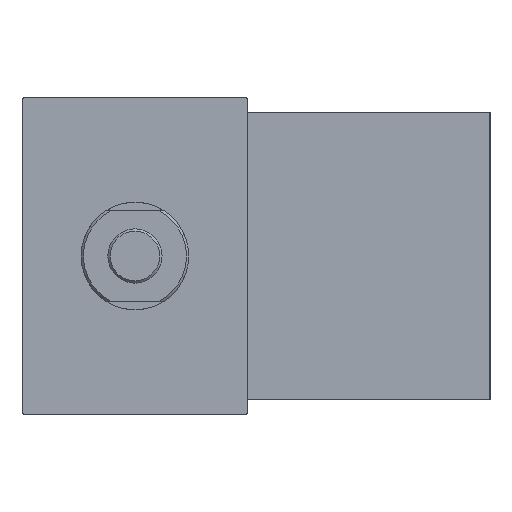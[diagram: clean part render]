
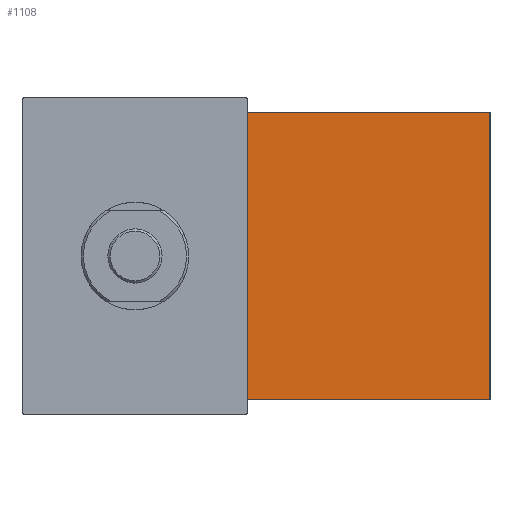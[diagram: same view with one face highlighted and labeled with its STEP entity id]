
A CAD part, left-side view. The second image highlights one B-rep face of the part: STEP entity #1108.
In plain terms, the highlighted planar face has unit normal (-1, 0, 0).
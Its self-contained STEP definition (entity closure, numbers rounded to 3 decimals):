
#32=LINE('',#1556,#80);
#42=LINE('',#1589,#90);
#46=LINE('',#1597,#94);
#47=LINE('',#1599,#95);
#80=VECTOR('',#1325,1000.);
#90=VECTOR('',#1351,1000.);
#94=VECTOR('',#1359,1000.);
#95=VECTOR('',#1362,1000.);
#229=ORIENTED_EDGE('',*,*,#383,.F.);
#230=ORIENTED_EDGE('',*,*,#378,.F.);
#231=ORIENTED_EDGE('',*,*,#363,.F.);
#232=ORIENTED_EDGE('',*,*,#382,.T.);
#363=EDGE_CURVE('',#450,#451,#32,.T.);
#378=EDGE_CURVE('',#451,#464,#42,.T.);
#382=EDGE_CURVE('',#450,#466,#46,.T.);
#383=EDGE_CURVE('',#464,#466,#47,.T.);
#450=VERTEX_POINT('',#1557);
#451=VERTEX_POINT('',#1558);
#464=VERTEX_POINT('',#1587);
#466=VERTEX_POINT('',#1596);
#577=EDGE_LOOP('',(#229,#230,#231,#232));
#661=FACE_BOUND('',#577,.T.);
#716=PLANE('',#1190);
#1108=ADVANCED_FACE('',(#661),#716,.F.);
#1190=AXIS2_PLACEMENT_3D('',#1598,#1360,#1361);
#1325=DIRECTION('',(0.,0.,-1.));
#1351=DIRECTION('',(0.,1.,0.));
#1359=DIRECTION('',(0.,1.,0.));
#1360=DIRECTION('',(1.,0.,0.));
#1361=DIRECTION('',(0.,0.,-1.));
#1362=DIRECTION('',(0.,0.,1.));
#1556=CARTESIAN_POINT('',(-56.764,-26.8,15.9));
#1557=CARTESIAN_POINT('',(-56.764,-26.8,15.9));
#1558=CARTESIAN_POINT('',(-56.764,-26.8,-15.9));
#1587=CARTESIAN_POINT('',(-56.764,0.,-15.9));
#1589=CARTESIAN_POINT('',(-56.764,-26.8,-15.9));
#1596=CARTESIAN_POINT('',(-56.764,0.,15.9));
#1597=CARTESIAN_POINT('',(-56.764,-26.8,15.9));
#1598=CARTESIAN_POINT('',(-56.764,-26.8,15.9));
#1599=CARTESIAN_POINT('',(-56.764,0.,0.));
